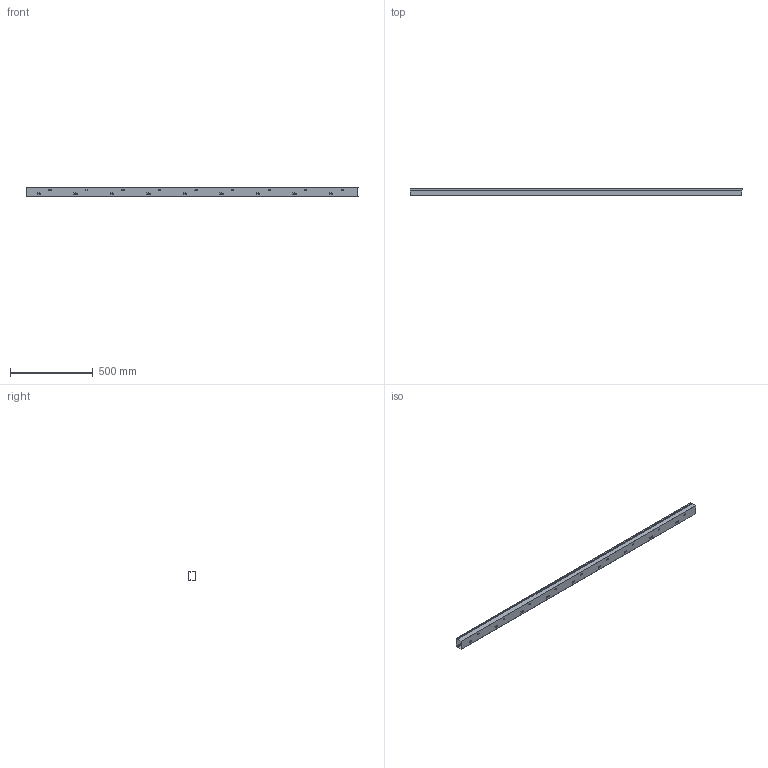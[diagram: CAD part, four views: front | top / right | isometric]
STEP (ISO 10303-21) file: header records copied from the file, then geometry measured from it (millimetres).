
FILE_DESCRIPTION (( 'STEP AP214' ), '1' );
FILE_NAME ('6247016.stp', '2019-08-21T06:27:06', ( '' ), ( '' ), 'SwSTEP 2.0', 'SolidWorks 2018', '' );
FILE_SCHEMA (( 'AUTOMOTIVE_DESIGN' ));
Length unit declared in the file: millimetre
Products named in the file (3): BKS 03.002-025_LKM OT60; BKS 03.002-019_Standard; 6247016
Assembly tree (2 placements, depth 2):
  6247016
    BKS 03.002-025_LKM OT60
    BKS 03.002-019_Standard
Bounding box: 2000 x 43.68 x 60 mm (x, y, z)
Volume: 389360.4 mm3; surface area: 1045510.8 mm2
Topology: 2 solids, 2 shells, 279 faces, 777 edges, 502 vertices
Faces by surface type: plane 204, cylinder 75
Entity records: 9091 total; most frequent: CARTESIAN_POINT 1563, ORIENTED_EDGE 1554, DIRECTION 1495, EDGE_CURVE 777, VECTOR 627, LINE 627, VERTEX_POINT 502, AXIS2_PLACEMENT_3D 434
